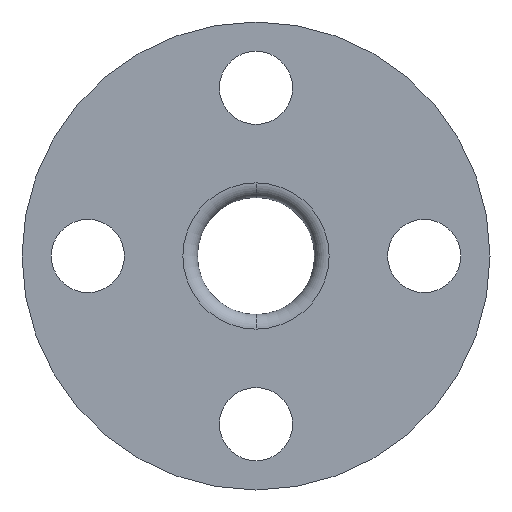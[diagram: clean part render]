
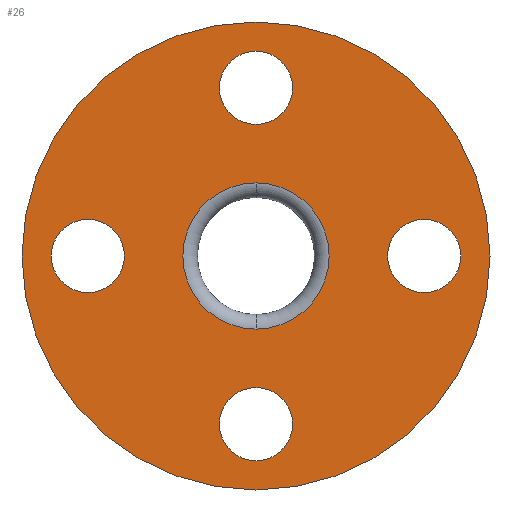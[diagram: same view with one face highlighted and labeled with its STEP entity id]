
A CAD part, left-side view. The second image highlights one B-rep face of the part: STEP entity #26.
In plain terms, the highlighted planar face has unit normal (-1, 0, 0).
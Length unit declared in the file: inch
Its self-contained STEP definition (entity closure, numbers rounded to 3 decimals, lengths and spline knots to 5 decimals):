
#8 = DIRECTION ( 'NONE',  ( -1., 0., 0. ) ) ;
#22 = CARTESIAN_POINT ( 'NONE',  ( -0.20014, 2.875, 0. ) ) ;
#24 = CARTESIAN_POINT ( 'NONE',  ( -0.20014, 0., 0. ) ) ;
#26 = ADVANCED_FACE ( 'NONE', ( #689, #193, #464, #461, #682, #183 ), #524, .T. ) ;
#32 = DIRECTION ( 'NONE',  ( -1., 0., 0. ) ) ;
#34 = ORIENTED_EDGE ( 'NONE', *, *, #351, .F. ) ;
#39 = CARTESIAN_POINT ( 'NONE',  ( -0.20014, 0., -2.875 ) ) ;
#43 = CIRCLE ( 'NONE', #525, 0.625 ) ;
#48 = VERTEX_POINT ( 'NONE', #354 ) ;
#59 = CARTESIAN_POINT ( 'NONE',  ( -0.20014, 0., 0. ) ) ;
#69 = CARTESIAN_POINT ( 'NONE',  ( -0.20014, 2.875, 0.625 ) ) ;
#74 = EDGE_CURVE ( 'NONE', #556, #626, #105, .T. ) ;
#78 = CIRCLE ( 'NONE', #133, 4. ) ;
#95 = DIRECTION ( 'NONE',  ( 0., 1., 0. ) ) ;
#98 = ORIENTED_EDGE ( 'NONE', *, *, #128, .T. ) ;
#105 = CIRCLE ( 'NONE', #219, 0.625 ) ;
#106 = CIRCLE ( 'NONE', #605, 1.25 ) ;
#108 = DIRECTION ( 'NONE',  ( 0., -1., 0. ) ) ;
#120 = DIRECTION ( 'NONE',  ( 0., 0., 1. ) ) ;
#128 = EDGE_CURVE ( 'NONE', #711, #297, #646, .T. ) ;
#132 = DIRECTION ( 'NONE',  ( 0., 0., 1. ) ) ;
#133 = AXIS2_PLACEMENT_3D ( 'NONE', #59, #248, #405 ) ;
#144 = AXIS2_PLACEMENT_3D ( 'NONE', #406, #8, #132 ) ;
#160 = CARTESIAN_POINT ( 'NONE',  ( -0.20014, -2.875, -0.625 ) ) ;
#162 = ORIENTED_EDGE ( 'NONE', *, *, #74, .F. ) ;
#166 = ORIENTED_EDGE ( 'NONE', *, *, #479, .F. ) ;
#179 = VERTEX_POINT ( 'NONE', #204 ) ;
#183 = FACE_OUTER_BOUND ( 'NONE', #501, .T. ) ;
#192 = CARTESIAN_POINT ( 'NONE',  ( -0.20014, 0., 0. ) ) ;
#193 = FACE_BOUND ( 'NONE', #401, .T. ) ;
#196 = AXIS2_PLACEMENT_3D ( 'NONE', #671, #223, #108 ) ;
#204 = CARTESIAN_POINT ( 'NONE',  ( -0.20014, 2.875, -0.625 ) ) ;
#211 = CARTESIAN_POINT ( 'NONE',  ( -0.20014, 0., -2.875 ) ) ;
#219 = AXIS2_PLACEMENT_3D ( 'NONE', #310, #540, #254 ) ;
#223 = DIRECTION ( 'NONE',  ( -1., 0., 0. ) ) ;
#233 = EDGE_LOOP ( 'NONE', ( #394, #279 ) ) ;
#235 = AXIS2_PLACEMENT_3D ( 'NONE', #508, #32, #725 ) ;
#243 = EDGE_LOOP ( 'NONE', ( #346, #34 ) ) ;
#248 = DIRECTION ( 'NONE',  ( -1., 0., 0. ) ) ;
#254 = DIRECTION ( 'NONE',  ( 0., 0., -1. ) ) ;
#256 = AXIS2_PLACEMENT_3D ( 'NONE', #39, #609, #95 ) ;
#261 = DIRECTION ( 'NONE',  ( -1., 0., 0. ) ) ;
#265 = DIRECTION ( 'NONE',  ( 0., 0., 1. ) ) ;
#273 = DIRECTION ( 'NONE',  ( -1., 0., 0. ) ) ;
#276 = ORIENTED_EDGE ( 'NONE', *, *, #306, .F. ) ;
#279 = ORIENTED_EDGE ( 'NONE', *, *, #512, .F. ) ;
#280 = CIRCLE ( 'NONE', #256, 0.625 ) ;
#281 = VERTEX_POINT ( 'NONE', #380 ) ;
#295 = AXIS2_PLACEMENT_3D ( 'NONE', #22, #261, #265 ) ;
#296 = DIRECTION ( 'NONE',  ( 0., 0., 1. ) ) ;
#297 = VERTEX_POINT ( 'NONE', #341 ) ;
#301 = CARTESIAN_POINT ( 'NONE',  ( -0.20014, 0., 0. ) ) ;
#304 = DIRECTION ( 'NONE',  ( 1., 0., 0. ) ) ;
#306 = EDGE_CURVE ( 'NONE', #673, #179, #382, .T. ) ;
#310 = CARTESIAN_POINT ( 'NONE',  ( -0.20014, -2.875, 0. ) ) ;
#319 = DIRECTION ( 'NONE',  ( -1., 0., 0. ) ) ;
#325 = CIRCLE ( 'NONE', #295, 0.625 ) ;
#332 = ORIENTED_EDGE ( 'NONE', *, *, #483, .F. ) ;
#336 = VERTEX_POINT ( 'NONE', #377 ) ;
#337 = EDGE_CURVE ( 'NONE', #281, #668, #43, .T. ) ;
#341 = CARTESIAN_POINT ( 'NONE',  ( -0.20014, 0., 4. ) ) ;
#346 = ORIENTED_EDGE ( 'NONE', *, *, #337, .F. ) ;
#349 = AXIS2_PLACEMENT_3D ( 'NONE', #24, #319, #419 ) ;
#350 = AXIS2_PLACEMENT_3D ( 'NONE', #301, #410, #120 ) ;
#351 = EDGE_CURVE ( 'NONE', #668, #281, #280, .T. ) ;
#354 = CARTESIAN_POINT ( 'NONE',  ( -0.20014, 0., -1.25 ) ) ;
#359 = CIRCLE ( 'NONE', #548, 0.625 ) ;
#377 = CARTESIAN_POINT ( 'NONE',  ( -0.20014, 0., 2.25 ) ) ;
#380 = CARTESIAN_POINT ( 'NONE',  ( -0.20014, 0., -2.25 ) ) ;
#382 = CIRCLE ( 'NONE', #235, 0.625 ) ;
#394 = ORIENTED_EDGE ( 'NONE', *, *, #584, .F. ) ;
#401 = EDGE_LOOP ( 'NONE', ( #332, #162 ) ) ;
#402 = EDGE_LOOP ( 'NONE', ( #276, #166 ) ) ;
#405 = DIRECTION ( 'NONE',  ( 0., 0., 1. ) ) ;
#406 = CARTESIAN_POINT ( 'NONE',  ( -0.20014, 0., 0. ) ) ;
#410 = DIRECTION ( 'NONE',  ( 1., 0., 0. ) ) ;
#419 = DIRECTION ( 'NONE',  ( 0., 0., 1. ) ) ;
#432 = DIRECTION ( 'NONE',  ( -1., 0., 0. ) ) ;
#454 = CIRCLE ( 'NONE', #350, 1.25 ) ;
#458 = ORIENTED_EDGE ( 'NONE', *, *, #696, .T. ) ;
#461 = FACE_BOUND ( 'NONE', #402, .T. ) ;
#464 = FACE_BOUND ( 'NONE', #243, .T. ) ;
#472 = CARTESIAN_POINT ( 'NONE',  ( -0.20014, 0., -3.5 ) ) ;
#479 = EDGE_CURVE ( 'NONE', #179, #673, #325, .T. ) ;
#483 = EDGE_CURVE ( 'NONE', #626, #556, #359, .T. ) ;
#485 = CARTESIAN_POINT ( 'NONE',  ( -0.20014, 0., 2.875 ) ) ;
#488 = AXIS2_PLACEMENT_3D ( 'NONE', #485, #651, #603 ) ;
#501 = EDGE_LOOP ( 'NONE', ( #727, #98 ) ) ;
#507 = EDGE_LOOP ( 'NONE', ( #458, #713 ) ) ;
#508 = CARTESIAN_POINT ( 'NONE',  ( -0.20014, 2.875, 0. ) ) ;
#512 = EDGE_CURVE ( 'NONE', #336, #614, #560, .T. ) ;
#524 = PLANE ( 'NONE',  #144 ) ;
#525 = AXIS2_PLACEMENT_3D ( 'NONE', #211, #273, #709 ) ;
#529 = CARTESIAN_POINT ( 'NONE',  ( -0.20014, 0., -4. ) ) ;
#540 = DIRECTION ( 'NONE',  ( -1., 0., 0. ) ) ;
#544 = CARTESIAN_POINT ( 'NONE',  ( -0.20014, -2.875, 0. ) ) ;
#548 = AXIS2_PLACEMENT_3D ( 'NONE', #544, #432, #705 ) ;
#551 = CARTESIAN_POINT ( 'NONE',  ( -0.20014, 0., 1.25 ) ) ;
#556 = VERTEX_POINT ( 'NONE', #160 ) ;
#560 = CIRCLE ( 'NONE', #488, 0.625 ) ;
#568 = CARTESIAN_POINT ( 'NONE',  ( -0.20014, 0., 3.5 ) ) ;
#576 = VERTEX_POINT ( 'NONE', #551 ) ;
#584 = EDGE_CURVE ( 'NONE', #614, #336, #647, .T. ) ;
#603 = DIRECTION ( 'NONE',  ( 0., -1., 0. ) ) ;
#605 = AXIS2_PLACEMENT_3D ( 'NONE', #192, #304, #296 ) ;
#609 = DIRECTION ( 'NONE',  ( -1., 0., 0. ) ) ;
#614 = VERTEX_POINT ( 'NONE', #568 ) ;
#626 = VERTEX_POINT ( 'NONE', #726 ) ;
#646 = CIRCLE ( 'NONE', #349, 4. ) ;
#647 = CIRCLE ( 'NONE', #196, 0.625 ) ;
#651 = DIRECTION ( 'NONE',  ( -1., 0., 0. ) ) ;
#668 = VERTEX_POINT ( 'NONE', #472 ) ;
#671 = CARTESIAN_POINT ( 'NONE',  ( -0.20014, 0., 2.875 ) ) ;
#673 = VERTEX_POINT ( 'NONE', #69 ) ;
#682 = FACE_BOUND ( 'NONE', #507, .T. ) ;
#683 = EDGE_CURVE ( 'NONE', #297, #711, #78, .T. ) ;
#689 = FACE_BOUND ( 'NONE', #233, .T. ) ;
#696 = EDGE_CURVE ( 'NONE', #576, #48, #106, .T. ) ;
#705 = DIRECTION ( 'NONE',  ( 0., 0., -1. ) ) ;
#709 = DIRECTION ( 'NONE',  ( 0., 1., 0. ) ) ;
#711 = VERTEX_POINT ( 'NONE', #529 ) ;
#712 = EDGE_CURVE ( 'NONE', #48, #576, #454, .T. ) ;
#713 = ORIENTED_EDGE ( 'NONE', *, *, #712, .T. ) ;
#725 = DIRECTION ( 'NONE',  ( 0., 0., 1. ) ) ;
#726 = CARTESIAN_POINT ( 'NONE',  ( -0.20014, -2.875, 0.625 ) ) ;
#727 = ORIENTED_EDGE ( 'NONE', *, *, #683, .T. ) ;
